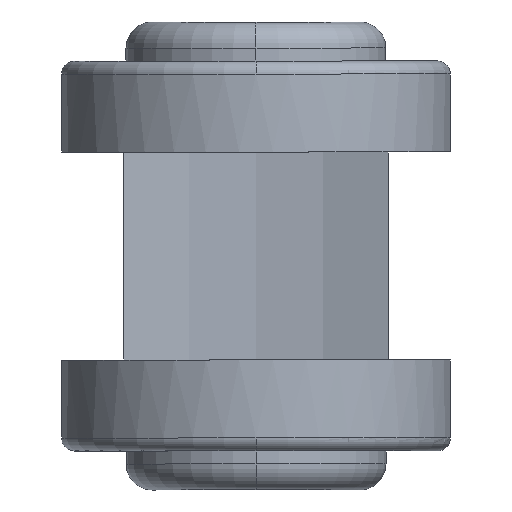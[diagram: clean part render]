
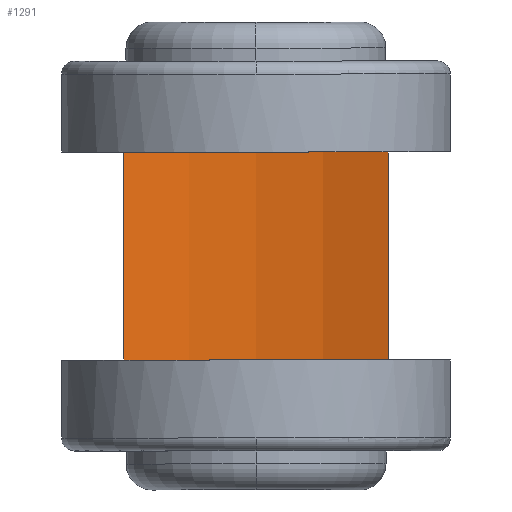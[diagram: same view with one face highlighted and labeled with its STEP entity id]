
A CAD part, left-side view. The second image highlights one B-rep face of the part: STEP entity #1291.
In plain terms, the highlighted cylindrical face has radius 30 mm (diameter 60 mm), a partial arc.
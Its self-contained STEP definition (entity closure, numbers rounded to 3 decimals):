
#300 = CARTESIAN_POINT ( 'NONE',  ( -79.781, 10.183, -8. ) ) ;
#333 = DIRECTION ( 'NONE',  ( 0., 0., -1. ) ) ;
#341 = DIRECTION ( 'NONE',  ( -1., 0., 0. ) ) ;
#361 = EDGE_CURVE ( 'NONE', #1774, #1747, #1002, .T. ) ;
#363 = FACE_OUTER_BOUND ( 'NONE', #2363, .T. ) ;
#492 = LINE ( 'NONE', #1093, #1276 ) ;
#502 = CARTESIAN_POINT ( 'NONE',  ( -79.781, -10.183, -8. ) ) ;
#618 = VERTEX_POINT ( 'NONE', #502 ) ;
#702 = EDGE_CURVE ( 'NONE', #1747, #618, #2224, .T. ) ;
#745 = DIRECTION ( 'NONE',  ( -1., 0., 0. ) ) ;
#772 = ORIENTED_EDGE ( 'NONE', *, *, #702, .F. ) ;
#879 = EDGE_CURVE ( 'NONE', #1822, #618, #1346, .T. ) ;
#905 = CARTESIAN_POINT ( 'NONE',  ( -79.781, -10.183, 8. ) ) ;
#925 = CARTESIAN_POINT ( 'NONE',  ( -108., 0., 8. ) ) ;
#1002 = CIRCLE ( 'NONE', #1594, 30. ) ;
#1076 = CARTESIAN_POINT ( 'NONE',  ( -79.781, 10.183, 8. ) ) ;
#1093 = CARTESIAN_POINT ( 'NONE',  ( -79.781, 10.183, 8. ) ) ;
#1100 = CYLINDRICAL_SURFACE ( 'NONE', #1466, 30. ) ;
#1104 = DIRECTION ( 'NONE',  ( 0., 0., -1. ) ) ;
#1121 = VECTOR ( 'NONE', #1104, 1000. ) ;
#1264 = DIRECTION ( 'NONE',  ( -1., 0., 0. ) ) ;
#1276 = VECTOR ( 'NONE', #2025, 1000. ) ;
#1291 = ADVANCED_FACE ( 'NONE', ( #363 ), #1100, .F. ) ;
#1329 = CARTESIAN_POINT ( 'NONE',  ( -108., 0., -8. ) ) ;
#1346 = CIRCLE ( 'NONE', #1704, 30. ) ;
#1410 = ORIENTED_EDGE ( 'NONE', *, *, #2247, .F. ) ;
#1466 = AXIS2_PLACEMENT_3D ( 'NONE', #2273, #2236, #1264 ) ;
#1594 = AXIS2_PLACEMENT_3D ( 'NONE', #925, #333, #745 ) ;
#1704 = AXIS2_PLACEMENT_3D ( 'NONE', #1329, #2087, #341 ) ;
#1747 = VERTEX_POINT ( 'NONE', #1907 ) ;
#1774 = VERTEX_POINT ( 'NONE', #1076 ) ;
#1822 = VERTEX_POINT ( 'NONE', #300 ) ;
#1907 = CARTESIAN_POINT ( 'NONE',  ( -79.781, -10.183, 8. ) ) ;
#2025 = DIRECTION ( 'NONE',  ( 0., 0., 1. ) ) ;
#2087 = DIRECTION ( 'NONE',  ( 0., 0., -1. ) ) ;
#2224 = LINE ( 'NONE', #905, #1121 ) ;
#2236 = DIRECTION ( 'NONE',  ( 0., 0., -1. ) ) ;
#2247 = EDGE_CURVE ( 'NONE', #1822, #1774, #492, .T. ) ;
#2273 = CARTESIAN_POINT ( 'NONE',  ( -108., 0., 8. ) ) ;
#2363 = EDGE_LOOP ( 'NONE', ( #2440, #772, #2370, #1410 ) ) ;
#2370 = ORIENTED_EDGE ( 'NONE', *, *, #361, .F. ) ;
#2440 = ORIENTED_EDGE ( 'NONE', *, *, #879, .T. ) ;
